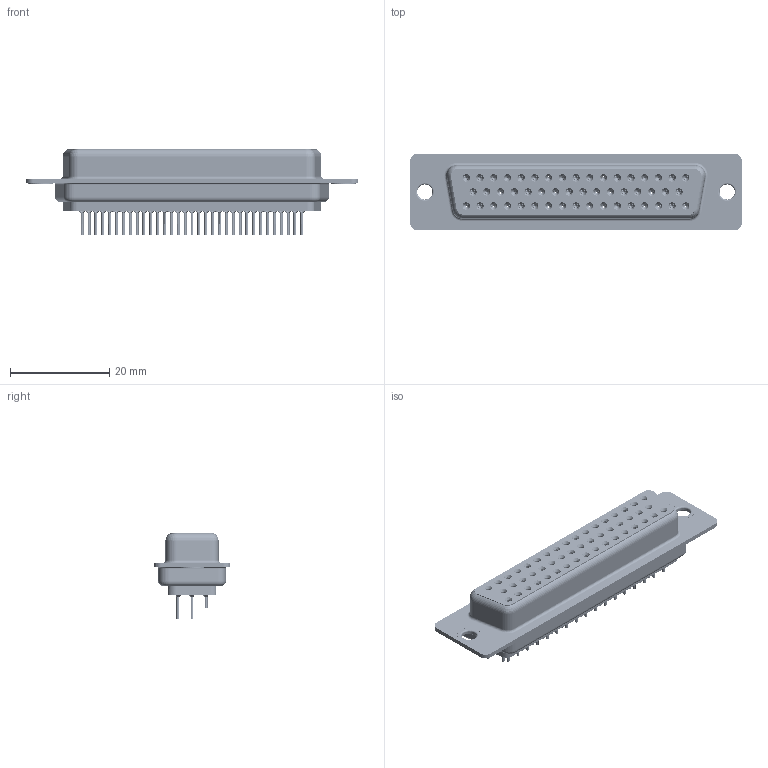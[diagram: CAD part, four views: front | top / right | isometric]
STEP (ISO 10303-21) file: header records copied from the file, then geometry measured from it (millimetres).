
FILE_DESCRIPTION (( 'STEP AP203' ), '1' );
FILE_NAME ('628-050-220-061.STEP', '2020-07-14T22:14:26', ( '' ), ( '' ), 'SwSTEP 2.0', 'SolidWorks 2020', '' );
FILE_SCHEMA (( 'CONFIG_CONTROL_DESIGN' ));
Length unit declared in the file: millimetre
Products named in the file (8): 628 Shell Rear_50 Contacts; 628 Contact Row 3_20L; 628 Contact Row 2_20L; 628 Thru Hole Rivet; 628 Shell Front_50 Contacts; 628 Contact Row 1_20L; 628-050-220-061; 628 Housing_50 LP
Assembly tree (55 placements, depth 2):
  628-050-220-061
    628 Housing_50 LP
    628 Shell Front_50 Contacts
    628 Shell Rear_50 Contacts
    628 Contact Row 1_20L  x17
    628 Contact Row 2_20L  x16
    628 Contact Row 3_20L  x17
    628 Thru Hole Rivet  x2
Bounding box: 67 x 15.4 x 17.3 mm (x, y, z)
Volume: 6644.1 mm3; surface area: 15131 mm2
Topology: 55 solids, 55 shells, 6603 faces, 16803 edges, 10421 vertices
Faces by surface type: cylinder 1771, plane 1617, torus 1365, bspline 1000, cone 850
Entity records: 40455 total; most frequent: CARTESIAN_POINT 9648, DIRECTION 6429, ORIENTED_EDGE 5672, EDGE_CURVE 2836, AXIS2_PLACEMENT_3D 2718, VERTEX_POINT 1790, CIRCLE 1501, EDGE_LOOP 1492
